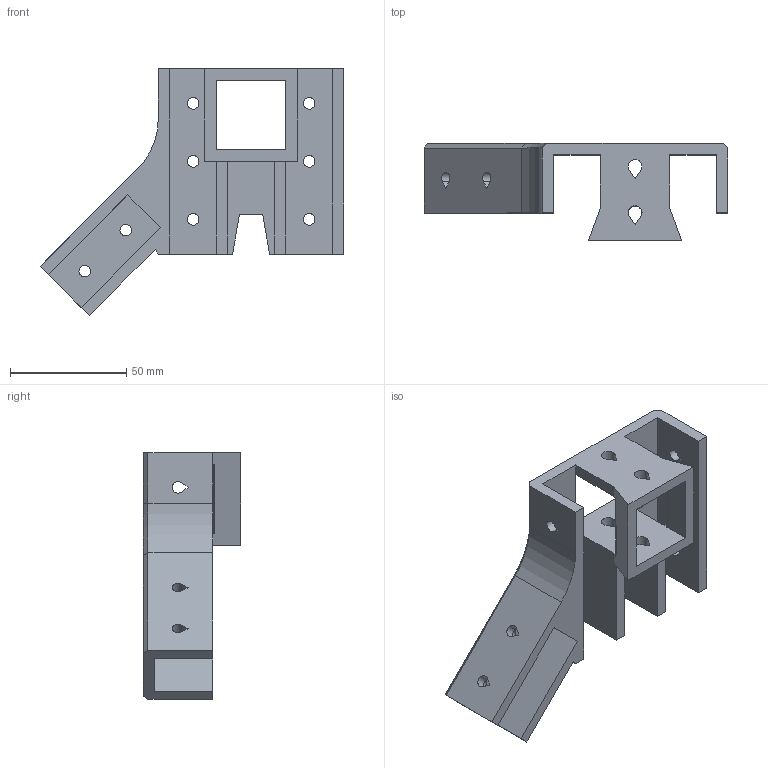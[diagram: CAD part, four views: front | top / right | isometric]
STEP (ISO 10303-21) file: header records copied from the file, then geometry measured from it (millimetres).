
FILE_DESCRIPTION(('FreeCAD Model'),'2;1');
FILE_NAME('UpperNodeR.step','2015-07-28T13:14:16',('Author'),(''), 'Open CASCADE STEP processor 6.8','FreeCAD','Unknown');
FILE_SCHEMA(('AUTOMOTIVE_DESIGN_CC2 { 1 2 10303 214 -1 1 5 4 }'));
Length unit declared in the file: millimetre
Products named in the file (1): UpperNodeR
Bounding box: 130.91 x 42 x 106.41 mm (x, y, z)
Volume: 95444.8 mm3; surface area: 41928.6 mm2
Topology: 1 solids, 1 shells, 88 faces, 273 edges, 183 vertices
Faces by surface type: plane 66, cylinder 21, cone 1
Full cylindrical faces by diameter (mm): 5 x8
Entity records: 6756 total; most frequent: CARTESIAN_POINT 1235, DIRECTION 1022, LINE 722, VECTOR 722, ORIENTED_EDGE 546, PCURVE 546, DEFINITIONAL_REPRESENTATION 546, EDGE_CURVE 273
